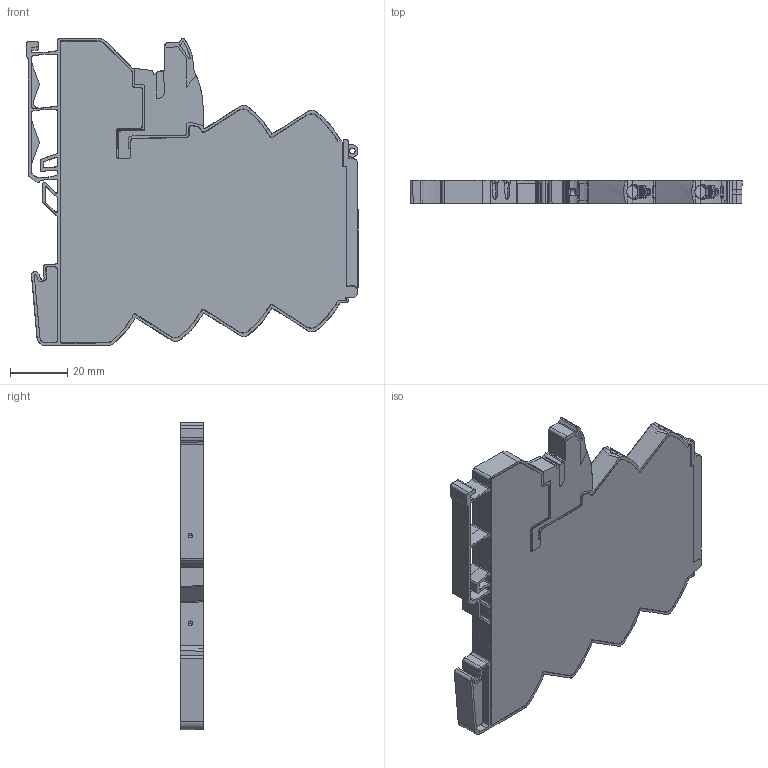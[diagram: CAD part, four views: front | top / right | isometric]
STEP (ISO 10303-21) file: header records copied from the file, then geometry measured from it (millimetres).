
FILE_DESCRIPTION (( 'STEP AP214' ), '1' );
FILE_NAME ('GECP-1CH-1-10A.STEP', '2022-10-14T10:58:07', ( '' ), ( '' ), 'SwSTEP 2.0', 'SolidWorks 2021', '' );
FILE_SCHEMA (( 'AUTOMOTIVE_DESIGN' ));
Length unit declared in the file: inch
Products named in the file (1): GECP-1CH-1-10A
Bounding box: 116 x 8.11 x 107.42 mm (x, y, z)
Volume: 71137.6 mm3; surface area: 30145 mm2
Topology: 1 solids, 1 shells, 1182 faces, 3426 edges, 2249 vertices
Faces by surface type: plane 549, cylinder 466, bspline 106, cone 57, torus 4
Entity records: 54652 total; most frequent: CARTESIAN_POINT 25204, ORIENTED_EDGE 6852, DIRECTION 5164, EDGE_CURVE 3426, VERTEX_POINT 2249, VECTOR 1928, LINE 1928, AXIS2_PLACEMENT_3D 1618
